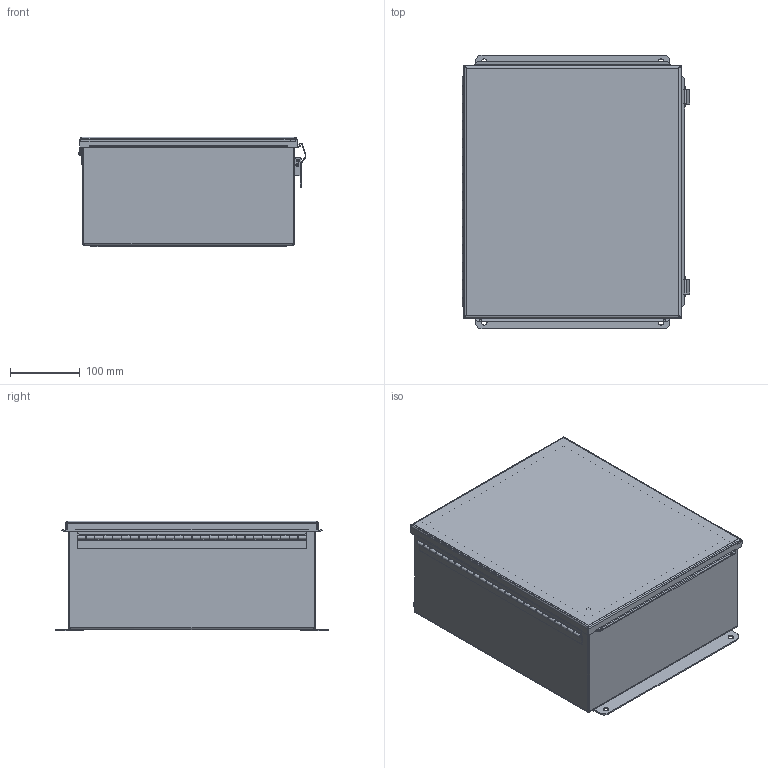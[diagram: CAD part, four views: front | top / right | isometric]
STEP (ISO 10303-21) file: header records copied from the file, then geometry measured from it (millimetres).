
FILE_DESCRIPTION(/* description */ ('JIC-CHINGE-QR-14X12X6'),/* implementation_level */ '2;1');
FILE_NAME(/* name */ 'B141206CHQR.stp',/* time_stamp */ '2021-10-23T15:58:10-05:00',/* author */ ('dnichola'),/* organization */ (''),/* preprocessor_version */ 'ST-DEVELOPER v18',/* originating_system */ 'Autodesk Inventor 2020',/* authorisation */ '');
FILE_SCHEMA (('AUTOMOTIVE_DESIGN { 1 0 10303 214 3 1 1 }'));
Length unit declared in the file: inch
Products named in the file (17): B141206CHQR; 3499; 3485; B_141206_BKP; 328124; 328124LH; 328124P; 328124TH; 316168; 38811; B_1412CH_LID; 35011; PART1; PART2; PART3; PART4; PART5
Assembly tree (22 placements, depth 3):
  B141206CHQR
    3499  x4
    3485  x2
    B_141206_BKP
    328124
      328124LH
      328124P
      328124TH
    316168  x2
    38811
    B_1412CH_LID
    35011  x2
      PART1
      PART2
      PART3
      PART4
      PART5
Bounding box: 327.14 x 393.7 x 157.9 mm (x, y, z)
Volume: 840639.9 mm3; surface area: 1054927.4 mm2
Topology: 24 solids, 24 shells, 627 faces, 1615 edges, 1041 vertices
Faces by surface type: plane 381, cylinder 189, bspline 54, torus 2, cone 1
Full cylindrical faces by diameter (mm): 2.54 x1, 2.957 x26, 3.454 x4, 3.556 x2, 3.946 x12, 3.962 x4, 4.286 x8, 4.826 x1, 6.35 x1, 7.62 x4, 7.874 x4, 15.875 x4
Entity records: 16163 total; most frequent: CARTESIAN_POINT 3657, ORIENTED_EDGE 2412, DIRECTION 2333, EDGE_CURVE 1206, LINE 881, VECTOR 881, VERTEX_POINT 769, AXIS2_PLACEMENT_3D 726
